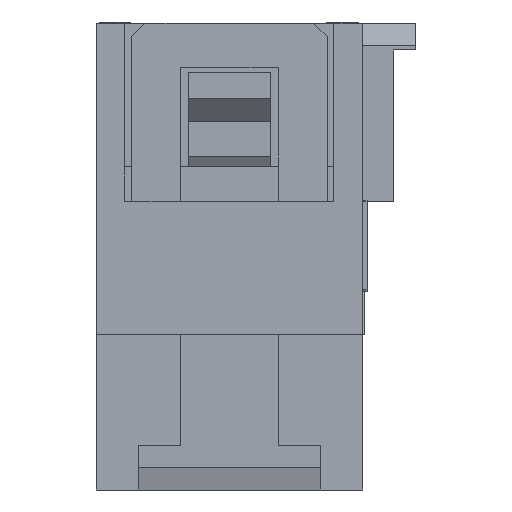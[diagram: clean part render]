
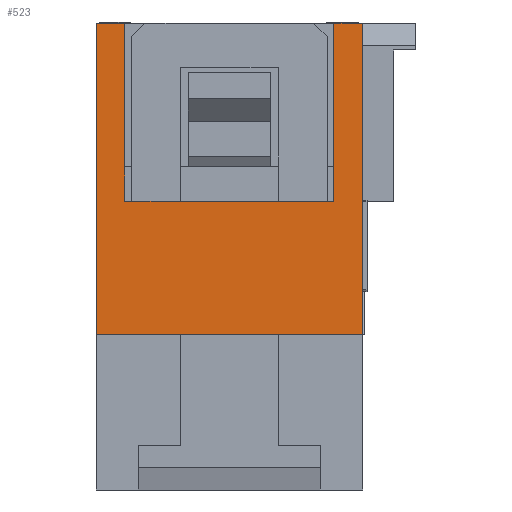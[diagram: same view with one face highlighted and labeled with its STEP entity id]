
A CAD part, left-side view. The second image highlights one B-rep face of the part: STEP entity #523.
In plain terms, the highlighted planar face has unit normal (-1, 0, 0).
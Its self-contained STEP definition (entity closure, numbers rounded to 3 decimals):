
#261=CARTESIAN_POINT('',(-18.795,2.35,7.));
#262=VERTEX_POINT('',#261);
#269=CARTESIAN_POINT('',(-18.795,2.35,3.));
#270=VERTEX_POINT('',#269);
#271=CARTESIAN_POINT('',(-18.795,2.35,7.));
#272=DIRECTION('',(0.,0.,-1.));
#273=VECTOR('',#272,4.);
#274=LINE('',#271,#273);
#275=EDGE_CURVE('',#262,#270,#274,.T.);
#349=CARTESIAN_POINT('',(-18.795,-2.35,3.));
#350=VERTEX_POINT('',#349);
#357=CARTESIAN_POINT('',(-18.795,-2.35,7.));
#358=VERTEX_POINT('',#357);
#359=CARTESIAN_POINT('',(-18.795,-2.35,3.));
#360=DIRECTION('',(0.,0.,1.));
#361=VECTOR('',#360,4.);
#362=LINE('',#359,#361);
#363=EDGE_CURVE('',#350,#358,#362,.T.);
#470=CARTESIAN_POINT('',(-18.795,0.,3.5));
#471=DIRECTION('',(0.,-1.,0.));
#472=DIRECTION('',(-1.,0.,0.));
#473=AXIS2_PLACEMENT_3D('',#470,#472,#471);
#474=PLANE('',#473);
#475=CARTESIAN_POINT('',(-18.795,3.,0.));
#476=VERTEX_POINT('',#475);
#477=CARTESIAN_POINT('',(-18.795,-3.,0.));
#478=VERTEX_POINT('',#477);
#479=CARTESIAN_POINT('',(-18.795,3.,0.));
#480=DIRECTION('',(0.,-1.,0.));
#481=VECTOR('',#480,6.);
#482=LINE('',#479,#481);
#483=EDGE_CURVE('',#476,#478,#482,.T.);
#484=ORIENTED_EDGE('',*,*,#483,.T.);
#485=CARTESIAN_POINT('',(-18.795,-3.,7.));
#486=VERTEX_POINT('',#485);
#487=CARTESIAN_POINT('',(-18.795,-3.,0.));
#488=DIRECTION('',(0.,0.,1.));
#489=VECTOR('',#488,7.);
#490=LINE('',#487,#489);
#491=EDGE_CURVE('',#478,#486,#490,.T.);
#492=ORIENTED_EDGE('',*,*,#491,.T.);
#493=CARTESIAN_POINT('',(-18.795,-3.,7.));
#494=DIRECTION('',(0.,1.,0.));
#495=VECTOR('',#494,0.65);
#496=LINE('',#493,#495);
#497=EDGE_CURVE('',#486,#358,#496,.T.);
#498=ORIENTED_EDGE('',*,*,#497,.T.);
#499=ORIENTED_EDGE('',*,*,#363,.F.);
#500=CARTESIAN_POINT('',(-18.795,-2.35,3.));
#501=DIRECTION('',(0.,1.,0.));
#502=VECTOR('',#501,4.7);
#503=LINE('',#500,#502);
#504=EDGE_CURVE('',#350,#270,#503,.T.);
#505=ORIENTED_EDGE('',*,*,#504,.T.);
#506=ORIENTED_EDGE('',*,*,#275,.F.);
#507=CARTESIAN_POINT('',(-18.795,3.,7.));
#508=VERTEX_POINT('',#507);
#509=CARTESIAN_POINT('',(-18.795,2.35,7.));
#510=DIRECTION('',(0.,1.,0.));
#511=VECTOR('',#510,0.65);
#512=LINE('',#509,#511);
#513=EDGE_CURVE('',#262,#508,#512,.T.);
#514=ORIENTED_EDGE('',*,*,#513,.T.);
#515=CARTESIAN_POINT('',(-18.795,3.,0.));
#516=DIRECTION('',(0.,0.,1.));
#517=VECTOR('',#516,7.);
#518=LINE('',#515,#517);
#519=EDGE_CURVE('',#476,#508,#518,.T.);
#520=ORIENTED_EDGE('',*,*,#519,.F.);
#521=EDGE_LOOP('',(#484,#492,#498,#499,#505,#506,#514,#520));
#522=FACE_OUTER_BOUND('',#521,.T.);
#523=ADVANCED_FACE('',(#522),#474,.T.);
